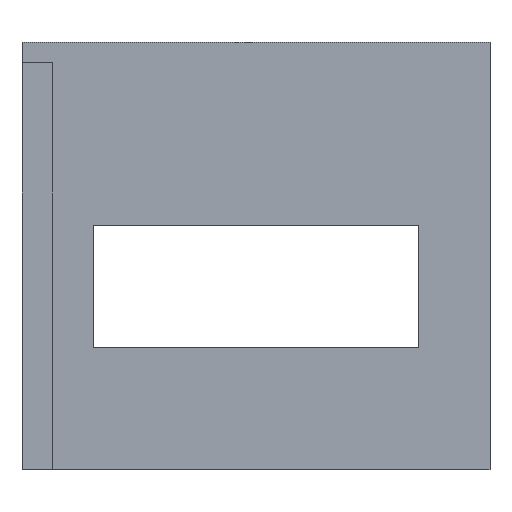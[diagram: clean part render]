
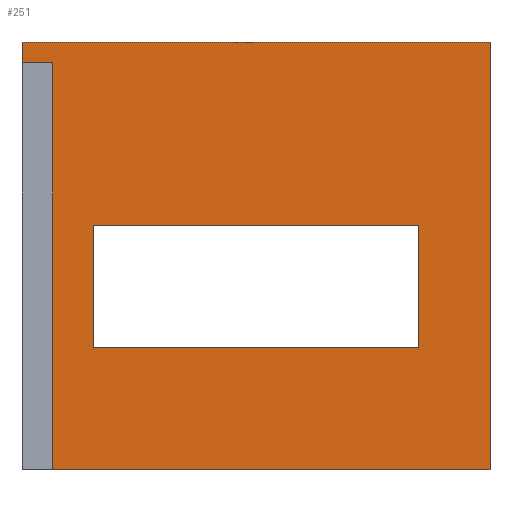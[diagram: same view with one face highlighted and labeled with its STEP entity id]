
A CAD part, front view. The second image highlights one B-rep face of the part: STEP entity #251.
In plain terms, the highlighted planar face has unit normal (0, -1, 0).
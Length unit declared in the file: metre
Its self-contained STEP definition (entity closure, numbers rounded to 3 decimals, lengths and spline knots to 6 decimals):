
#56=ORIENTED_EDGE('',*,*,#105,.T.);
#57=ORIENTED_EDGE('',*,*,#108,.T.);
#58=ORIENTED_EDGE('',*,*,#102,.T.);
#59=ORIENTED_EDGE('',*,*,#107,.T.);
#60=ORIENTED_EDGE('',*,*,#78,.T.);
#61=ORIENTED_EDGE('',*,*,#86,.T.);
#62=ORIENTED_EDGE('',*,*,#109,.F.);
#63=ORIENTED_EDGE('',*,*,#93,.F.);
#64=ORIENTED_EDGE('',*,*,#110,.F.);
#65=ORIENTED_EDGE('',*,*,#100,.F.);
#78=EDGE_CURVE('',#111,#112,#133,.T.);
#86=EDGE_CURVE('',#112,#118,#141,.T.);
#93=EDGE_CURVE('',#124,#125,#148,.T.);
#100=EDGE_CURVE('',#111,#128,#155,.T.);
#102=EDGE_CURVE('',#130,#129,#157,.T.);
#105=EDGE_CURVE('',#132,#131,#160,.T.);
#107=EDGE_CURVE('',#129,#132,#162,.T.);
#108=EDGE_CURVE('',#131,#130,#163,.T.);
#109=EDGE_CURVE('',#125,#118,#164,.T.);
#110=EDGE_CURVE('',#128,#124,#165,.T.);
#111=VERTEX_POINT('',#345);
#112=VERTEX_POINT('',#346);
#118=VERTEX_POINT('',#360);
#124=VERTEX_POINT('',#376);
#125=VERTEX_POINT('',#377);
#128=VERTEX_POINT('',#388);
#129=VERTEX_POINT('',#392);
#130=VERTEX_POINT('',#394);
#131=VERTEX_POINT('',#398);
#132=VERTEX_POINT('',#400);
#133=LINE('',#344,#166);
#141=LINE('',#361,#174);
#148=LINE('',#375,#181);
#155=LINE('',#389,#188);
#157=LINE('',#393,#190);
#160=LINE('',#399,#193);
#162=LINE('',#403,#195);
#163=LINE('',#405,#196);
#164=LINE('',#406,#197);
#165=LINE('',#407,#198);
#166=VECTOR('',#285,1.);
#174=VECTOR('',#295,1.);
#181=VECTOR('',#306,1.);
#188=VECTOR('',#317,1.);
#190=VECTOR('',#321,1.);
#193=VECTOR('',#326,1.);
#195=VECTOR('',#330,1.);
#196=VECTOR('',#333,1.);
#197=VECTOR('',#334,1.);
#198=VECTOR('',#335,1.);
#209=EDGE_LOOP('',(#56,#57,#58,#59));
#210=EDGE_LOOP('',(#60,#61,#62,#63,#64,#65));
#224=FACE_BOUND('',#209,.T.);
#225=FACE_BOUND('',#210,.T.);
#238=PLANE('',#277);
#251=ADVANCED_FACE('',(#224,#225),#238,.T.);
#277=AXIS2_PLACEMENT_3D('',#404,#331,#332);
#285=DIRECTION('',(1.,0.,0.));
#295=DIRECTION('',(0.,0.,1.));
#306=DIRECTION('',(0.,0.,1.));
#317=DIRECTION('',(0.,0.,1.));
#321=DIRECTION('',(1.,0.,0.));
#326=DIRECTION('',(-1.,0.,0.));
#330=DIRECTION('',(0.,0.,-1.));
#331=DIRECTION('',(0.,-1.,0.));
#332=DIRECTION('',(1.,0.,0.));
#333=DIRECTION('',(0.,0.,1.));
#334=DIRECTION('',(1.,0.,0.));
#335=DIRECTION('',(-1.,0.,0.));
#344=CARTESIAN_POINT('',(0.0235,0.0265,0.002));
#345=CARTESIAN_POINT('',(0.0235,0.0265,0.002));
#346=CARTESIAN_POINT('',(0.0665,0.0265,0.002));
#360=CARTESIAN_POINT('',(0.0665,0.0265,0.044));
#361=CARTESIAN_POINT('',(0.0665,0.0265,0.002));
#375=CARTESIAN_POINT('',(0.0205,0.0265,0.0225));
#376=CARTESIAN_POINT('',(0.0205,0.0265,0.042));
#377=CARTESIAN_POINT('',(0.0205,0.0265,0.044));
#388=CARTESIAN_POINT('',(0.0235,0.0265,0.042));
#389=CARTESIAN_POINT('',(0.0235,0.0265,0.002));
#392=CARTESIAN_POINT('',(0.0595,0.0265,0.026));
#393=CARTESIAN_POINT('',(0.027,0.0265,0.026));
#394=CARTESIAN_POINT('',(0.0275,0.0265,0.026));
#398=CARTESIAN_POINT('',(0.0275,0.0265,0.014));
#399=CARTESIAN_POINT('',(0.027,0.0265,0.014));
#400=CARTESIAN_POINT('',(0.0595,0.0265,0.014));
#403=CARTESIAN_POINT('',(0.0595,0.0265,0.008));
#404=CARTESIAN_POINT('',(0.0235,0.0265,0.002));
#405=CARTESIAN_POINT('',(0.0275,0.0265,0.014));
#406=CARTESIAN_POINT('',(0.03275,0.0265,0.044));
#407=CARTESIAN_POINT('',(0.0205,0.0265,0.042));
